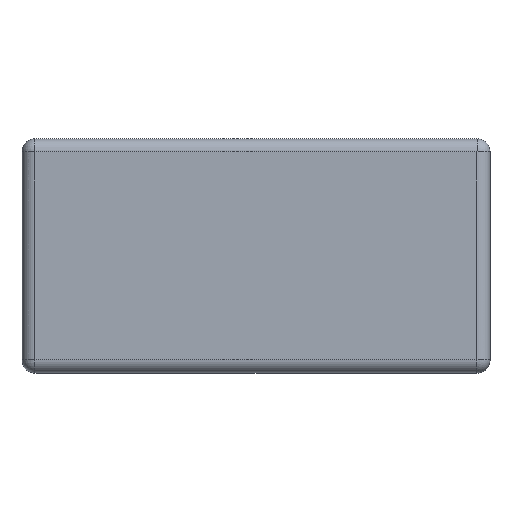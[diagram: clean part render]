
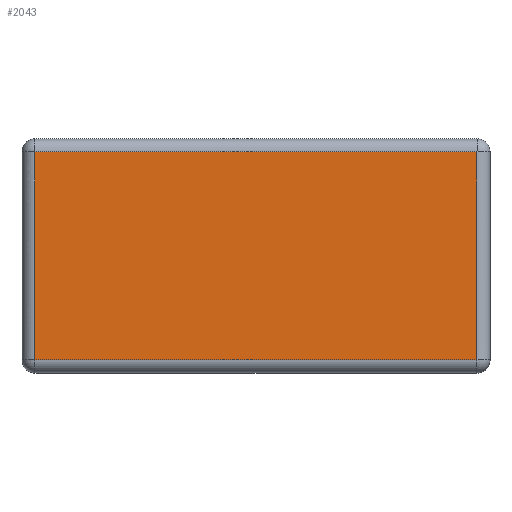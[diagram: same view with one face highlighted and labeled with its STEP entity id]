
A CAD part, top view. The second image highlights one B-rep face of the part: STEP entity #2043.
In plain terms, the highlighted planar face has unit normal (0, 0, 1).
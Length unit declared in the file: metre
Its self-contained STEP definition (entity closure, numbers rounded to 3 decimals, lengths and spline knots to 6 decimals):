
#258=ORIENTED_EDGE('',*,*,#842,.T.);
#259=ORIENTED_EDGE('',*,*,#843,.T.);
#260=ORIENTED_EDGE('',*,*,#844,.T.);
#261=ORIENTED_EDGE('',*,*,#845,.T.);
#842=EDGE_CURVE('',#1130,#1131,#1322,.F.);
#843=EDGE_CURVE('',#1131,#1132,#1323,.T.);
#844=EDGE_CURVE('',#1132,#1133,#1324,.T.);
#845=EDGE_CURVE('',#1133,#1130,#1325,.F.);
#1130=VERTEX_POINT('',#3204);
#1131=VERTEX_POINT('',#3205);
#1132=VERTEX_POINT('',#3207);
#1133=VERTEX_POINT('',#3209);
#1322=LINE('',#3203,#1518);
#1323=LINE('',#3206,#1519);
#1324=LINE('',#3208,#1520);
#1325=LINE('',#3210,#1521);
#1518=VECTOR('',#2526,1.);
#1519=VECTOR('',#2527,1.);
#1520=VECTOR('',#2528,1.);
#1521=VECTOR('',#2529,1.);
#1663=EDGE_LOOP('',(#258,#259,#260,#261));
#1819=FACE_BOUND('',#1663,.T.);
#1967=PLANE('',#2208);
#2043=ADVANCED_FACE('',(#1819),#1967,.T.);
#2208=AXIS2_PLACEMENT_3D('',#3202,#2524,#2525);
#2524=DIRECTION('',(0.,0.,1.));
#2525=DIRECTION('',(1.,0.,0.));
#2526=DIRECTION('',(1.,0.,0.));
#2527=DIRECTION('',(0.,-1.,0.));
#2528=DIRECTION('',(1.,0.,0.));
#2529=DIRECTION('',(0.,-1.,0.));
#3202=CARTESIAN_POINT('',(0.,0.,0.05));
#3203=CARTESIAN_POINT('',(0.,0.04,0.05));
#3204=CARTESIAN_POINT('',(0.085,0.04,0.05));
#3205=CARTESIAN_POINT('',(-0.085,0.04,0.05));
#3206=CARTESIAN_POINT('',(-0.085,-0.045,0.05));
#3207=CARTESIAN_POINT('',(-0.085,-0.04,0.05));
#3208=CARTESIAN_POINT('',(0.09,-0.04,0.05));
#3209=CARTESIAN_POINT('',(0.085,-0.04,0.05));
#3210=CARTESIAN_POINT('',(0.085,0.,0.05));
